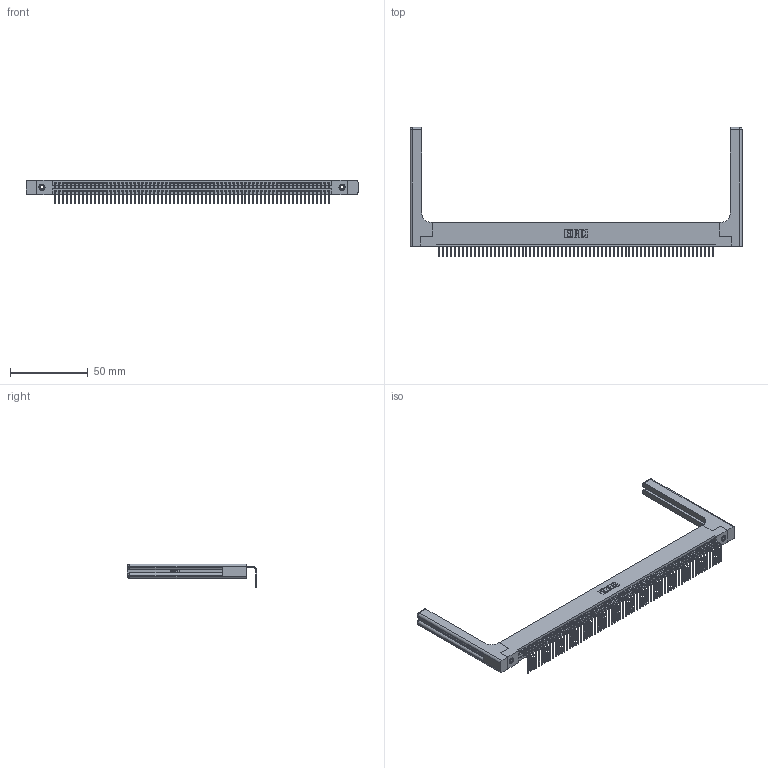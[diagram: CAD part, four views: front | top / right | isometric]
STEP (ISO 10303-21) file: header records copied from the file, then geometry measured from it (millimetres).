
FILE_DESCRIPTION (( 'STEP AP203' ), '1' );
FILE_NAME ('395-070-558-158.STEP', '2019-10-11T20:03:50', ( '' ), ( '' ), 'SwSTEP 2.0', 'SolidWorks 2016', '' );
FILE_SCHEMA (( 'CONFIG_CONTROL_DESIGN' ));
Length unit declared in the file: inch
Products named in the file (5): 345 Part_Flush Mounting Lugs - 0.156 Dia-TH; 345-292-001_558 Tail - 2; 345-250-001_345-250-001-102; 345-220-058_345-220-058; 395-070-558-158
Assembly tree (75 placements, depth 2):
  395-070-558-158
    345 Part_Flush Mounting Lugs - 0.156 Dia-TH
    345-292-001_558 Tail - 2  x70
    345-250-001_345-250-001-102  x2
    345-220-058_345-220-058  x2
Bounding box: 212.83 x 82.79 x 15.37 mm (x, y, z)
Volume: 29182 mm3; surface area: 34534.5 mm2
Topology: 75 solids, 75 shells, 4582 faces, 13747 edges, 9050 vertices
Faces by surface type: plane 3168, cylinder 1354, bspline 36, cone 12, sphere 8, torus 4
Entity records: 54180 total; most frequent: CARTESIAN_POINT 10355, ORIENTED_EDGE 9156, DIRECTION 7950, EDGE_CURVE 4578, LINE 4074, VECTOR 4074, VERTEX_POINT 3042, AXIS2_PLACEMENT_3D 1938
